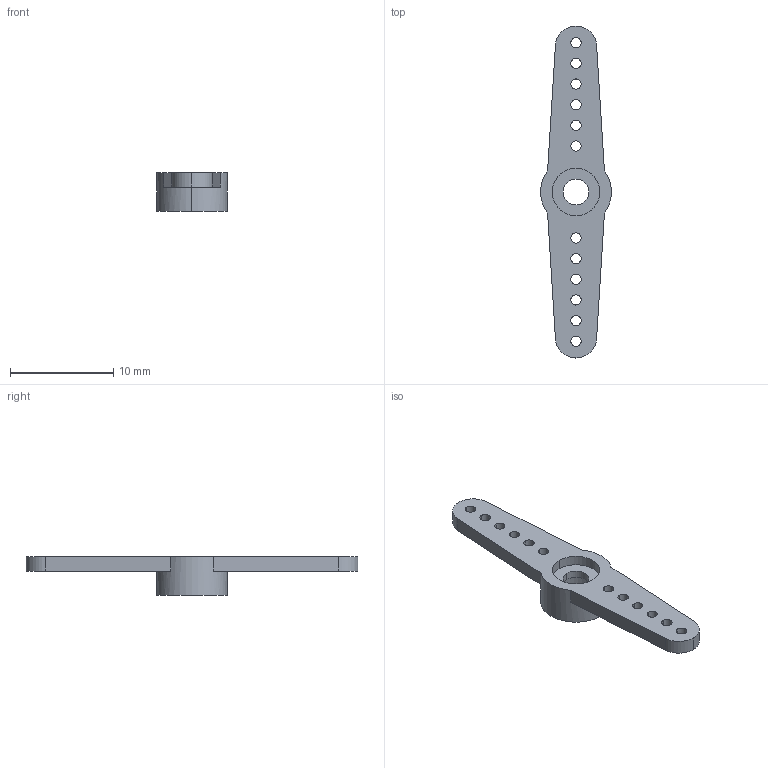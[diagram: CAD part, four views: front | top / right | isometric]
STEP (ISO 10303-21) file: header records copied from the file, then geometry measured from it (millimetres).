
FILE_DESCRIPTION(('STEP AP214'),'1');
FILE_NAME('SG90 arm double.stp','2018-06-01T15:20:22',(' '),(' '),'Spatial InterOp 3D',' ',' ');
FILE_SCHEMA(('automotive_design'));
Length unit declared in the file: millimetre
Products named in the file (3): 9g servo arm; servo arm double; SG90 arm double
Assembly tree (2 placements, depth 3):
  SG90 arm double
    9g servo arm
      servo arm double
Bounding box: 6.85 x 32.15 x 3.75 mm (x, y, z)
Volume: 232.9 mm3; surface area: 528.3 mm2
Topology: 1 solids, 1 shells, 46 faces, 150 edges, 108 vertices
Faces by surface type: cylinder 36, plane 10
Entity records: 2247 total; most frequent: DIRECTION 350, CARTESIAN_POINT 308, ORIENTED_EDGE 300, AXIS2_PLACEMENT_3D 150, EDGE_CURVE 150, VERTEX_POINT 108, CIRCLE 100, EDGE_LOOP 74
